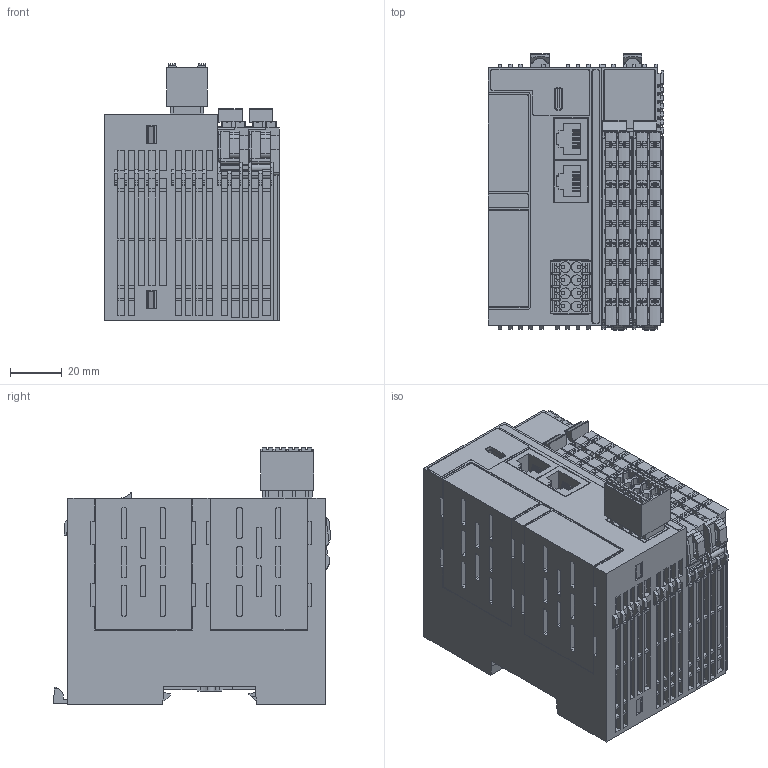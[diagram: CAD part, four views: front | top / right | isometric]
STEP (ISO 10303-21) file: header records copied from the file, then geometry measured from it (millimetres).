
FILE_DESCRIPTION((''),'2;1');
FILE_NAME('S3','2025-06-17T10:15:12',('Lenovo'),(''),'CREO PARAMETRIC BY PTC INC, 2020033','CREO PARAMETRIC BY PTC INC, 2020033','');
FILE_SCHEMA(('CONFIG_CONTROL_DESIGN'));
Products named in the file (1): S3
Bounding box: 68 x 107.55 x 99.5 mm (x, y, z)
Volume: 502521.2 mm3; surface area: 85671.1 mm2
Topology: 15 solids, 23 shells, 4841 faces, 13430 edges, 8874 vertices
Faces by surface type: plane 3491, cylinder 1218, cone 72, extrusion 56, bspline 4
Entity records: 155623 total; most frequent: CARTESIAN_POINT 30420, ORIENTED_EDGE 26840, DIRECTION 24840, EDGE_CURVE 13430, VECTOR 10580, LINE 10524, VERTEX_POINT 8874, AXIS2_PLACEMENT_3D 7130
